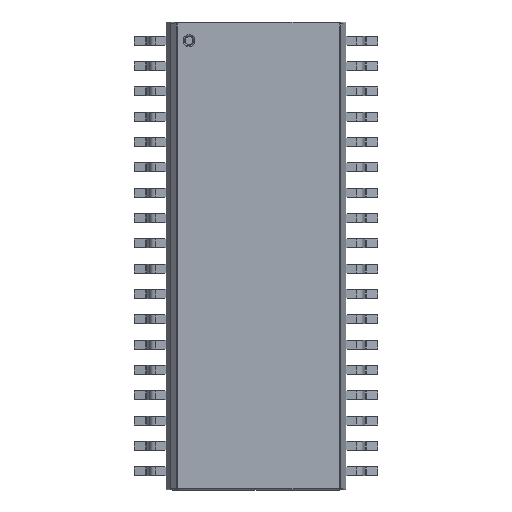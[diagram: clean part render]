
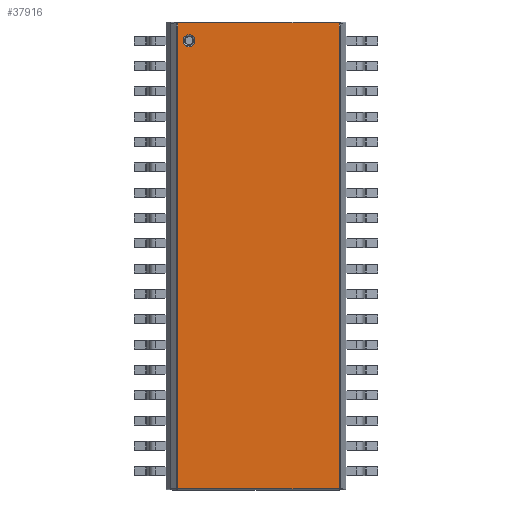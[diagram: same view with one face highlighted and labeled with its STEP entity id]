
A CAD part, top view. The second image highlights one B-rep face of the part: STEP entity #37916.
In plain terms, the highlighted planar face has unit normal (0, 0, 1).
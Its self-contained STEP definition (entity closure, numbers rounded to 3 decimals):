
#35933 = CYLINDRICAL_SURFACE('',#35934,0.05);
#35934 = AXIS2_PLACEMENT_3D('',#35935,#35936,#35937);
#35935 = CARTESIAN_POINT('',(4.21,11.685,2.59));
#35936 = DIRECTION('',(-1.,-0.,0.));
#35937 = DIRECTION('',(-0.,1.,0.));
#36179 = CYLINDRICAL_SURFACE('',#36180,0.05);
#36180 = AXIS2_PLACEMENT_3D('',#36181,#36182,#36183);
#36181 = CARTESIAN_POINT('',(4.21,-11.685,2.59));
#36182 = DIRECTION('',(-1.,-0.,0.));
#36183 = DIRECTION('',(0.,-1.,0.));
#36937 = VERTEX_POINT('',#36938);
#36938 = CARTESIAN_POINT('',(4.172,11.685,2.64));
#36958 = EDGE_CURVE('',#36937,#36959,#36961,.T.);
#36959 = VERTEX_POINT('',#36960);
#36960 = CARTESIAN_POINT('',(-3.933,11.685,2.64));
#36961 = SURFACE_CURVE('',#36962,(#36966,#36973),.PCURVE_S1.);
#36962 = LINE('',#36963,#36964);
#36963 = CARTESIAN_POINT('',(4.21,11.685,2.64));
#36964 = VECTOR('',#36965,1.);
#36965 = DIRECTION('',(-1.,-0.,0.));
#36966 = PCURVE('',#35933,#36967);
#36967 = DEFINITIONAL_REPRESENTATION('',(#36968),#36972);
#36968 = LINE('',#36969,#36970);
#36969 = CARTESIAN_POINT('',(-1.571,0.));
#36970 = VECTOR('',#36971,1.);
#36971 = DIRECTION('',(-0.,1.));
#36972 = ( GEOMETRIC_REPRESENTATION_CONTEXT(2) 
PARAMETRIC_REPRESENTATION_CONTEXT() REPRESENTATION_CONTEXT('2D SPACE',''
  ) );
#36973 = PCURVE('',#36974,#36979);
#36974 = PLANE('',#36975);
#36975 = AXIS2_PLACEMENT_3D('',#36976,#36977,#36978);
#36976 = CARTESIAN_POINT('',(4.21,11.735,2.64));
#36977 = DIRECTION('',(0.,0.,-1.));
#36978 = DIRECTION('',(-1.,-0.,0.));
#36979 = DEFINITIONAL_REPRESENTATION('',(#36980),#36984);
#36980 = LINE('',#36981,#36982);
#36981 = CARTESIAN_POINT('',(0.,-0.05));
#36982 = VECTOR('',#36983,1.);
#36983 = DIRECTION('',(1.,0.));
#36984 = ( GEOMETRIC_REPRESENTATION_CONTEXT(2) 
PARAMETRIC_REPRESENTATION_CONTEXT() REPRESENTATION_CONTEXT('2D SPACE',''
  ) );
#37410 = VERTEX_POINT('',#37411);
#37411 = CARTESIAN_POINT('',(4.172,-11.685,2.64));
#37431 = EDGE_CURVE('',#37410,#37432,#37434,.T.);
#37432 = VERTEX_POINT('',#37433);
#37433 = CARTESIAN_POINT('',(-3.933,-11.685,2.64));
#37434 = SURFACE_CURVE('',#37435,(#37439,#37446),.PCURVE_S1.);
#37435 = LINE('',#37436,#37437);
#37436 = CARTESIAN_POINT('',(4.21,-11.685,2.64));
#37437 = VECTOR('',#37438,1.);
#37438 = DIRECTION('',(-1.,-0.,0.));
#37439 = PCURVE('',#36179,#37440);
#37440 = DEFINITIONAL_REPRESENTATION('',(#37441),#37445);
#37441 = LINE('',#37442,#37443);
#37442 = CARTESIAN_POINT('',(1.571,0.));
#37443 = VECTOR('',#37444,1.);
#37444 = DIRECTION('',(0.,1.));
#37445 = ( GEOMETRIC_REPRESENTATION_CONTEXT(2) 
PARAMETRIC_REPRESENTATION_CONTEXT() REPRESENTATION_CONTEXT('2D SPACE',''
  ) );
#37446 = PCURVE('',#36974,#37447);
#37447 = DEFINITIONAL_REPRESENTATION('',(#37448),#37452);
#37448 = LINE('',#37449,#37450);
#37449 = CARTESIAN_POINT('',(0.,-23.42));
#37450 = VECTOR('',#37451,1.);
#37451 = DIRECTION('',(1.,0.));
#37452 = ( GEOMETRIC_REPRESENTATION_CONTEXT(2) 
PARAMETRIC_REPRESENTATION_CONTEXT() REPRESENTATION_CONTEXT('2D SPACE',''
  ) );
#37799 = CYLINDRICAL_SURFACE('',#37800,0.05);
#37800 = AXIS2_PLACEMENT_3D('',#37801,#37802,#37803);
#37801 = CARTESIAN_POINT('',(4.172,11.735,2.59));
#37802 = DIRECTION('',(0.,-1.,0.));
#37803 = DIRECTION('',(0.966,0.,0.259
    ));
#37858 = CYLINDRICAL_SURFACE('',#37859,0.05);
#37859 = AXIS2_PLACEMENT_3D('',#37860,#37861,#37862);
#37860 = CARTESIAN_POINT('',(-3.933,11.735,2.59));
#37861 = DIRECTION('',(0.,-1.,0.));
#37862 = DIRECTION('',(0.,0.,1.));
#37916 = ADVANCED_FACE('',(#37917,#37963),#36974,.F.);
#37917 = FACE_BOUND('',#37918,.F.);
#37918 = EDGE_LOOP('',(#37919,#37920,#37941,#37942));
#37919 = ORIENTED_EDGE('',*,*,#36958,.F.);
#37920 = ORIENTED_EDGE('',*,*,#37921,.T.);
#37921 = EDGE_CURVE('',#36937,#37410,#37922,.T.);
#37922 = SURFACE_CURVE('',#37923,(#37927,#37934),.PCURVE_S1.);
#37923 = LINE('',#37924,#37925);
#37924 = CARTESIAN_POINT('',(4.172,11.735,2.64));
#37925 = VECTOR('',#37926,1.);
#37926 = DIRECTION('',(0.,-1.,0.));
#37927 = PCURVE('',#36974,#37928);
#37928 = DEFINITIONAL_REPRESENTATION('',(#37929),#37933);
#37929 = LINE('',#37930,#37931);
#37930 = CARTESIAN_POINT('',(0.038,0.));
#37931 = VECTOR('',#37932,1.);
#37932 = DIRECTION('',(0.,-1.));
#37933 = ( GEOMETRIC_REPRESENTATION_CONTEXT(2) 
PARAMETRIC_REPRESENTATION_CONTEXT() REPRESENTATION_CONTEXT('2D SPACE',''
  ) );
#37934 = PCURVE('',#37799,#37935);
#37935 = DEFINITIONAL_REPRESENTATION('',(#37936),#37940);
#37936 = LINE('',#37937,#37938);
#37937 = CARTESIAN_POINT('',(1.309,0.));
#37938 = VECTOR('',#37939,1.);
#37939 = DIRECTION('',(0.,1.));
#37940 = ( GEOMETRIC_REPRESENTATION_CONTEXT(2) 
PARAMETRIC_REPRESENTATION_CONTEXT() REPRESENTATION_CONTEXT('2D SPACE',''
  ) );
#37941 = ORIENTED_EDGE('',*,*,#37431,.T.);
#37942 = ORIENTED_EDGE('',*,*,#37943,.F.);
#37943 = EDGE_CURVE('',#36959,#37432,#37944,.T.);
#37944 = SURFACE_CURVE('',#37945,(#37949,#37956),.PCURVE_S1.);
#37945 = LINE('',#37946,#37947);
#37946 = CARTESIAN_POINT('',(-3.933,11.735,2.64));
#37947 = VECTOR('',#37948,1.);
#37948 = DIRECTION('',(0.,-1.,0.));
#37949 = PCURVE('',#36974,#37950);
#37950 = DEFINITIONAL_REPRESENTATION('',(#37951),#37955);
#37951 = LINE('',#37952,#37953);
#37952 = CARTESIAN_POINT('',(8.143,0.));
#37953 = VECTOR('',#37954,1.);
#37954 = DIRECTION('',(0.,-1.));
#37955 = ( GEOMETRIC_REPRESENTATION_CONTEXT(2) 
PARAMETRIC_REPRESENTATION_CONTEXT() REPRESENTATION_CONTEXT('2D SPACE',''
  ) );
#37956 = PCURVE('',#37858,#37957);
#37957 = DEFINITIONAL_REPRESENTATION('',(#37958),#37962);
#37958 = LINE('',#37959,#37960);
#37959 = CARTESIAN_POINT('',(0.,0.));
#37960 = VECTOR('',#37961,1.);
#37961 = DIRECTION('',(0.,1.));
#37962 = ( GEOMETRIC_REPRESENTATION_CONTEXT(2) 
PARAMETRIC_REPRESENTATION_CONTEXT() REPRESENTATION_CONTEXT('2D SPACE',''
  ) );
#37963 = FACE_BOUND('',#37964,.F.);
#37964 = EDGE_LOOP('',(#37965));
#37965 = ORIENTED_EDGE('',*,*,#37966,.T.);
#37966 = EDGE_CURVE('',#37967,#37967,#37969,.T.);
#37967 = VERTEX_POINT('',#37968);
#37968 = CARTESIAN_POINT('',(-3.06,10.795,2.64));
#37969 = SURFACE_CURVE('',#37970,(#37975,#37986),.PCURVE_S1.);
#37970 = CIRCLE('',#37971,0.3);
#37971 = AXIS2_PLACEMENT_3D('',#37972,#37973,#37974);
#37972 = CARTESIAN_POINT('',(-3.36,10.795,2.64));
#37973 = DIRECTION('',(0.,0.,1.));
#37974 = DIRECTION('',(1.,0.,0.));
#37975 = PCURVE('',#36974,#37976);
#37976 = DEFINITIONAL_REPRESENTATION('',(#37977),#37985);
#37977 = ( BOUNDED_CURVE() B_SPLINE_CURVE(2,(#37978,#37979,#37980,#37981
    ,#37982,#37983,#37984),.UNSPECIFIED.,.T.,.F.) 
B_SPLINE_CURVE_WITH_KNOTS((1,2,2,2,2,1),(-2.094,0.,
    2.094,4.189,6.283,8.378),
.UNSPECIFIED.) CURVE() GEOMETRIC_REPRESENTATION_ITEM() 
RATIONAL_B_SPLINE_CURVE((1.,0.5,1.,0.5,1.,0.5,1.)) REPRESENTATION_ITEM(
  '') );
#37978 = CARTESIAN_POINT('',(7.27,-0.94));
#37979 = CARTESIAN_POINT('',(7.27,-0.42));
#37980 = CARTESIAN_POINT('',(7.72,-0.68));
#37981 = CARTESIAN_POINT('',(8.17,-0.94));
#37982 = CARTESIAN_POINT('',(7.72,-1.2));
#37983 = CARTESIAN_POINT('',(7.27,-1.46));
#37984 = CARTESIAN_POINT('',(7.27,-0.94));
#37985 = ( GEOMETRIC_REPRESENTATION_CONTEXT(2) 
PARAMETRIC_REPRESENTATION_CONTEXT() REPRESENTATION_CONTEXT('2D SPACE',''
  ) );
#37986 = PCURVE('',#37987,#37992);
#37987 = TOROIDAL_SURFACE('',#37988,0.3,0.05);
#37988 = AXIS2_PLACEMENT_3D('',#37989,#37990,#37991);
#37989 = CARTESIAN_POINT('',(-3.36,10.795,2.59));
#37990 = DIRECTION('',(0.,0.,1.));
#37991 = DIRECTION('',(1.,0.,0.));
#37992 = DEFINITIONAL_REPRESENTATION('',(#37993),#37997);
#37993 = LINE('',#37994,#37995);
#37994 = CARTESIAN_POINT('',(0.,1.571));
#37995 = VECTOR('',#37996,1.);
#37996 = DIRECTION('',(1.,0.));
#37997 = ( GEOMETRIC_REPRESENTATION_CONTEXT(2) 
PARAMETRIC_REPRESENTATION_CONTEXT() REPRESENTATION_CONTEXT('2D SPACE',''
  ) );
